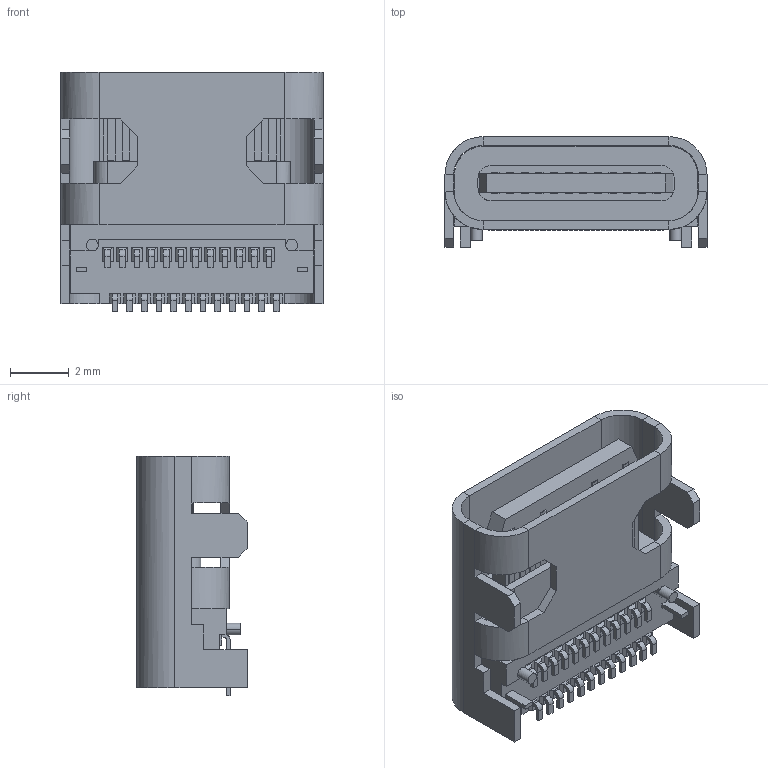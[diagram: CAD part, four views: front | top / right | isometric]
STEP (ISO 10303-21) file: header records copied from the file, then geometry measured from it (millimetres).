
FILE_DESCRIPTION(('CATIA V5 STEP','CAx-IF Rec.Pracs.--- Model Styling and Organization---1.4--- 2014-01-23'),'2;1');
FILE_NAME ('1950424-2_0_2987560000_2987560000.stp','2024-02-22T10:55:15+00:00',('none'),('Weidmueller'),'CATIA Version 5-6 Release 2016 SP3 HF44','CATIA V5 STEP AP214','none');
FILE_SCHEMA(('AUTOMOTIVE_DESIGN { 1 0 10303 214 1 1 1 1 }'));
Length unit declared in the file: millimetre
Products named in the file (1): 2987560000
Bounding box: 8.94 x 3.76 x 8.18 mm (x, y, z)
Volume: 131 mm3; surface area: 517 mm2
Topology: 50 solids, 52 shells, 636 faces, 1563 edges, 1041 vertices
Faces by surface type: plane 559, cylinder 77
Entity records: 18331 total; most frequent: CARTESIAN_POINT 3496, ORIENTED_EDGE 3126, DIRECTION 2708, EDGE_CURVE 1563, VECTOR 1382, LINE 1382, VERTEX_POINT 1041, AXIS2_PLACEMENT_3D 737
